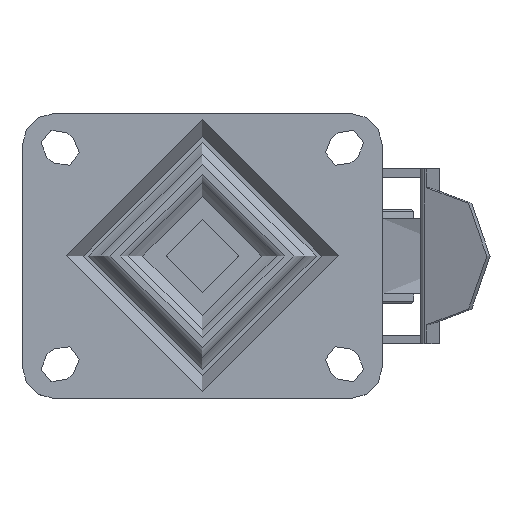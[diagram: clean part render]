
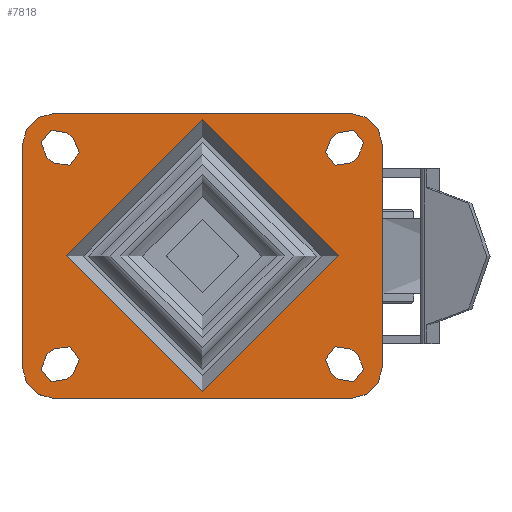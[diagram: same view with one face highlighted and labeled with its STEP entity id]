
A CAD part, top view. The second image highlights one B-rep face of the part: STEP entity #7818.
In plain terms, the highlighted planar face has unit normal (0, 0, 1).
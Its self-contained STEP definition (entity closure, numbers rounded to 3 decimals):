
#445=FACE_BOUND('',#1263,.T.);
#446=FACE_BOUND('',#1264,.T.);
#447=FACE_BOUND('',#1265,.T.);
#448=FACE_BOUND('',#1266,.T.);
#449=FACE_BOUND('',#1267,.T.);
#510=PLANE('',#8502);
#781=FACE_OUTER_BOUND('',#1262,.T.);
#1262=EDGE_LOOP('',(#5368,#5369,#5370,#5371,#5372,#5373,#5374,#5375));
#1263=EDGE_LOOP('',(#5376));
#1264=EDGE_LOOP('',(#5377,#5378,#5379,#5380));
#1265=EDGE_LOOP('',(#5381,#5382,#5383,#5384));
#1266=EDGE_LOOP('',(#5385,#5386,#5387,#5388));
#1267=EDGE_LOOP('',(#5389,#5390,#5391,#5392));
#1787=LINE('',#11939,#2368);
#1789=LINE('',#11947,#2370);
#1790=LINE('',#11952,#2371);
#1791=LINE('',#11956,#2372);
#1792=LINE('',#11958,#2373);
#1793=LINE('',#11959,#2374);
#1794=LINE('',#11960,#2375);
#1795=LINE('',#11961,#2376);
#1796=LINE('',#11962,#2377);
#1797=LINE('',#11963,#2378);
#1798=LINE('',#11964,#2379);
#1799=LINE('',#11965,#2380);
#2368=VECTOR('',#9499,1.);
#2370=VECTOR('',#9509,1.);
#2371=VECTOR('',#9514,1.);
#2372=VECTOR('',#9517,1.);
#2373=VECTOR('',#9520,1.);
#2374=VECTOR('',#9521,1.);
#2375=VECTOR('',#9522,1.);
#2376=VECTOR('',#9523,1.);
#2377=VECTOR('',#9524,1.);
#2378=VECTOR('',#9525,1.);
#2379=VECTOR('',#9526,1.);
#2380=VECTOR('',#9527,1.);
#2927=CIRCLE('',#8425,5.7);
#2928=CIRCLE('',#8427,5.7);
#2930=CIRCLE('',#8430,5.7);
#2933=CIRCLE('',#8434,5.7);
#2935=CIRCLE('',#8437,5.7);
#2936=CIRCLE('',#8439,5.7);
#2939=CIRCLE('',#8443,5.7);
#2940=CIRCLE('',#8445,5.7);
#2957=CIRCLE('',#8468,49.014);
#2977=CIRCLE('',#8503,12.);
#2978=CIRCLE('',#8504,12.);
#2979=CIRCLE('',#8505,12.);
#2980=CIRCLE('',#8506,12.);
#3336=VERTEX_POINT('',#11702);
#3337=VERTEX_POINT('',#11704);
#3338=VERTEX_POINT('',#11708);
#3339=VERTEX_POINT('',#11709);
#3342=VERTEX_POINT('',#11717);
#3343=VERTEX_POINT('',#11718);
#3348=VERTEX_POINT('',#11729);
#3349=VERTEX_POINT('',#11731);
#3352=VERTEX_POINT('',#11738);
#3353=VERTEX_POINT('',#11740);
#3354=VERTEX_POINT('',#11744);
#3355=VERTEX_POINT('',#11745);
#3360=VERTEX_POINT('',#11756);
#3361=VERTEX_POINT('',#11758);
#3362=VERTEX_POINT('',#11762);
#3363=VERTEX_POINT('',#11763);
#3376=VERTEX_POINT('',#11829);
#3393=VERTEX_POINT('',#11936);
#3394=VERTEX_POINT('',#11938);
#3395=VERTEX_POINT('',#11945);
#3396=VERTEX_POINT('',#11946);
#3397=VERTEX_POINT('',#11949);
#3398=VERTEX_POINT('',#11951);
#3399=VERTEX_POINT('',#11953);
#3400=VERTEX_POINT('',#11955);
#4080=EDGE_CURVE('',#3337,#3336,#2927,.T.);
#4082=EDGE_CURVE('',#3338,#3339,#2928,.T.);
#4086=EDGE_CURVE('',#3342,#3343,#2930,.T.);
#4092=EDGE_CURVE('',#3349,#3348,#2933,.T.);
#4096=EDGE_CURVE('',#3352,#3353,#2935,.T.);
#4098=EDGE_CURVE('',#3354,#3355,#2936,.T.);
#4104=EDGE_CURVE('',#3360,#3361,#2939,.T.);
#4106=EDGE_CURVE('',#3362,#3363,#2940,.T.);
#4127=EDGE_CURVE('',#3376,#3376,#2957,.T.);
#4152=EDGE_CURVE('',#3394,#3393,#1787,.T.);
#4154=EDGE_CURVE('',#3395,#3396,#1789,.T.);
#4155=EDGE_CURVE('',#3395,#3394,#2977,.T.);
#4156=EDGE_CURVE('',#3393,#3397,#2978,.T.);
#4157=EDGE_CURVE('',#3398,#3397,#1790,.T.);
#4158=EDGE_CURVE('',#3399,#3398,#2979,.T.);
#4159=EDGE_CURVE('',#3400,#3399,#1791,.T.);
#4160=EDGE_CURVE('',#3396,#3400,#2980,.T.);
#4161=EDGE_CURVE('',#3363,#3360,#1792,.T.);
#4162=EDGE_CURVE('',#3361,#3362,#1793,.T.);
#4163=EDGE_CURVE('',#3353,#3354,#1794,.T.);
#4164=EDGE_CURVE('',#3355,#3352,#1795,.T.);
#4165=EDGE_CURVE('',#3336,#3338,#1796,.T.);
#4166=EDGE_CURVE('',#3339,#3337,#1797,.T.);
#4167=EDGE_CURVE('',#3343,#3349,#1798,.T.);
#4168=EDGE_CURVE('',#3348,#3342,#1799,.T.);
#5368=ORIENTED_EDGE('',*,*,#4154,.F.);
#5369=ORIENTED_EDGE('',*,*,#4155,.T.);
#5370=ORIENTED_EDGE('',*,*,#4152,.T.);
#5371=ORIENTED_EDGE('',*,*,#4156,.T.);
#5372=ORIENTED_EDGE('',*,*,#4157,.F.);
#5373=ORIENTED_EDGE('',*,*,#4158,.F.);
#5374=ORIENTED_EDGE('',*,*,#4159,.F.);
#5375=ORIENTED_EDGE('',*,*,#4160,.F.);
#5376=ORIENTED_EDGE('',*,*,#4127,.F.);
#5377=ORIENTED_EDGE('',*,*,#4104,.F.);
#5378=ORIENTED_EDGE('',*,*,#4161,.F.);
#5379=ORIENTED_EDGE('',*,*,#4106,.F.);
#5380=ORIENTED_EDGE('',*,*,#4162,.F.);
#5381=ORIENTED_EDGE('',*,*,#4098,.F.);
#5382=ORIENTED_EDGE('',*,*,#4163,.F.);
#5383=ORIENTED_EDGE('',*,*,#4096,.F.);
#5384=ORIENTED_EDGE('',*,*,#4164,.F.);
#5385=ORIENTED_EDGE('',*,*,#4080,.T.);
#5386=ORIENTED_EDGE('',*,*,#4165,.T.);
#5387=ORIENTED_EDGE('',*,*,#4082,.T.);
#5388=ORIENTED_EDGE('',*,*,#4166,.T.);
#5389=ORIENTED_EDGE('',*,*,#4086,.T.);
#5390=ORIENTED_EDGE('',*,*,#4167,.T.);
#5391=ORIENTED_EDGE('',*,*,#4092,.T.);
#5392=ORIENTED_EDGE('',*,*,#4168,.T.);
#7818=ADVANCED_FACE('',(#781,#445,#446,#447,#448,#449),#510,.F.);
#8425=AXIS2_PLACEMENT_3D('',#11705,#9329,#9330);
#8427=AXIS2_PLACEMENT_3D('',#11710,#9334,#9335);
#8430=AXIS2_PLACEMENT_3D('',#11719,#9342,#9343);
#8434=AXIS2_PLACEMENT_3D('',#11732,#9353,#9354);
#8437=AXIS2_PLACEMENT_3D('',#11741,#9361,#9362);
#8439=AXIS2_PLACEMENT_3D('',#11746,#9366,#9367);
#8443=AXIS2_PLACEMENT_3D('',#11759,#9377,#9378);
#8445=AXIS2_PLACEMENT_3D('',#11764,#9382,#9383);
#8468=AXIS2_PLACEMENT_3D('',#11831,#9432,#9433);
#8502=AXIS2_PLACEMENT_3D('',#11944,#9507,#9508);
#8503=AXIS2_PLACEMENT_3D('',#11948,#9510,#9511);
#8504=AXIS2_PLACEMENT_3D('',#11950,#9512,#9513);
#8505=AXIS2_PLACEMENT_3D('',#11954,#9515,#9516);
#8506=AXIS2_PLACEMENT_3D('',#11957,#9518,#9519);
#9329=DIRECTION('center_axis',(0.,0.,-1.));
#9330=DIRECTION('ref_axis',(1.,0.,0.));
#9334=DIRECTION('center_axis',(0.,0.,-1.));
#9335=DIRECTION('ref_axis',(1.,0.,0.));
#9342=DIRECTION('center_axis',(0.,0.,-1.));
#9343=DIRECTION('ref_axis',(1.,0.,0.));
#9353=DIRECTION('center_axis',(0.,0.,-1.));
#9354=DIRECTION('ref_axis',(1.,0.,0.));
#9361=DIRECTION('center_axis',(0.,0.,1.));
#9362=DIRECTION('ref_axis',(1.,0.,0.));
#9366=DIRECTION('center_axis',(0.,0.,1.));
#9367=DIRECTION('ref_axis',(1.,0.,0.));
#9377=DIRECTION('center_axis',(0.,0.,1.));
#9378=DIRECTION('ref_axis',(1.,0.,0.));
#9382=DIRECTION('center_axis',(0.,0.,1.));
#9383=DIRECTION('ref_axis',(1.,0.,0.));
#9432=DIRECTION('center_axis',(0.,0.,1.));
#9433=DIRECTION('ref_axis',(-1.,0.,0.));
#9499=DIRECTION('',(1.,0.,0.));
#9507=DIRECTION('center_axis',(0.,0.,-1.));
#9508=DIRECTION('ref_axis',(0.,-1.,0.));
#9509=DIRECTION('',(0.,1.,0.));
#9510=DIRECTION('center_axis',(0.,0.,1.));
#9511=DIRECTION('ref_axis',(1.,0.,0.));
#9512=DIRECTION('center_axis',(0.,0.,1.));
#9513=DIRECTION('ref_axis',(1.,0.,0.));
#9514=DIRECTION('',(0.,-1.,0.));
#9515=DIRECTION('center_axis',(0.,0.,-1.));
#9516=DIRECTION('ref_axis',(1.,0.,0.));
#9517=DIRECTION('',(1.,0.,0.));
#9518=DIRECTION('center_axis',(0.,0.,-1.));
#9519=DIRECTION('ref_axis',(1.,0.,0.));
#9520=DIRECTION('',(-0.781,-0.625,0.));
#9521=DIRECTION('',(0.781,0.625,0.));
#9522=DIRECTION('',(0.781,-0.625,0.));
#9523=DIRECTION('',(-0.781,0.625,0.));
#9524=DIRECTION('',(0.781,-0.625,0.));
#9525=DIRECTION('',(-0.781,0.625,0.));
#9526=DIRECTION('',(-0.781,-0.625,0.));
#9527=DIRECTION('',(0.781,0.625,0.));
#11702=CARTESIAN_POINT('',(-27.536,161.729,0.));
#11704=CARTESIAN_POINT('',(-34.657,152.827,0.));
#11705=CARTESIAN_POINT('Origin',(-31.097,157.278,0.));
#11708=CARTESIAN_POINT('',(-25.036,159.729,0.));
#11709=CARTESIAN_POINT('',(-32.157,150.827,0.));
#11710=CARTESIAN_POINT('Origin',(-28.597,155.278,0.));
#11717=CARTESIAN_POINT('',(-134.657,161.729,0.));
#11718=CARTESIAN_POINT('',(-127.536,152.827,0.));
#11719=CARTESIAN_POINT('Origin',(-131.097,157.278,0.));
#11729=CARTESIAN_POINT('',(-137.157,159.729,0.));
#11731=CARTESIAN_POINT('',(-130.036,150.827,0.));
#11732=CARTESIAN_POINT('Origin',(-133.597,155.278,0.));
#11738=CARTESIAN_POINT('',(-130.036,239.729,0.));
#11740=CARTESIAN_POINT('',(-137.157,230.827,0.));
#11741=CARTESIAN_POINT('Origin',(-133.597,235.278,0.));
#11744=CARTESIAN_POINT('',(-134.657,228.827,0.));
#11745=CARTESIAN_POINT('',(-127.536,237.729,0.));
#11746=CARTESIAN_POINT('Origin',(-131.097,233.278,0.));
#11756=CARTESIAN_POINT('',(-34.657,237.729,0.));
#11758=CARTESIAN_POINT('',(-27.536,228.827,0.));
#11759=CARTESIAN_POINT('Origin',(-31.097,233.278,0.));
#11762=CARTESIAN_POINT('',(-25.036,230.827,0.));
#11763=CARTESIAN_POINT('',(-32.157,239.729,0.));
#11764=CARTESIAN_POINT('Origin',(-28.597,235.278,0.));
#11829=CARTESIAN_POINT('',(-130.11,195.278,0.));
#11831=CARTESIAN_POINT('Origin',(-81.097,195.278,0.));
#11936=CARTESIAN_POINT('',(-28.097,143.778,0.));
#11938=CARTESIAN_POINT('',(-134.097,143.778,0.));
#11939=CARTESIAN_POINT('',(-81.097,143.778,0.));
#11944=CARTESIAN_POINT('Origin',(-130.11,195.278,0.));
#11945=CARTESIAN_POINT('',(-146.097,155.778,0.));
#11946=CARTESIAN_POINT('',(-146.097,234.778,0.));
#11947=CARTESIAN_POINT('',(-146.097,195.278,0.));
#11948=CARTESIAN_POINT('Origin',(-134.097,155.778,0.));
#11949=CARTESIAN_POINT('',(-16.097,155.778,0.));
#11950=CARTESIAN_POINT('Origin',(-28.097,155.778,0.));
#11951=CARTESIAN_POINT('',(-16.097,234.778,0.));
#11952=CARTESIAN_POINT('',(-16.097,234.778,0.));
#11953=CARTESIAN_POINT('',(-28.097,246.778,0.));
#11954=CARTESIAN_POINT('Origin',(-28.097,234.778,0.));
#11955=CARTESIAN_POINT('',(-134.097,246.778,0.));
#11956=CARTESIAN_POINT('',(-81.097,246.778,0.));
#11957=CARTESIAN_POINT('Origin',(-134.097,234.778,0.));
#11958=CARTESIAN_POINT('',(-32.157,239.729,0.));
#11959=CARTESIAN_POINT('',(-27.536,228.827,0.));
#11960=CARTESIAN_POINT('',(-137.157,230.827,0.));
#11961=CARTESIAN_POINT('',(-127.536,237.729,0.));
#11962=CARTESIAN_POINT('',(-27.536,161.729,0.));
#11963=CARTESIAN_POINT('',(-32.157,150.827,0.));
#11964=CARTESIAN_POINT('',(-127.536,152.827,0.));
#11965=CARTESIAN_POINT('',(-137.157,159.729,0.));
